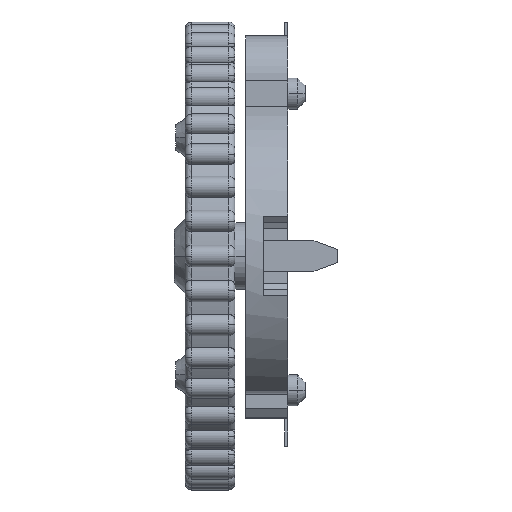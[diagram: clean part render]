
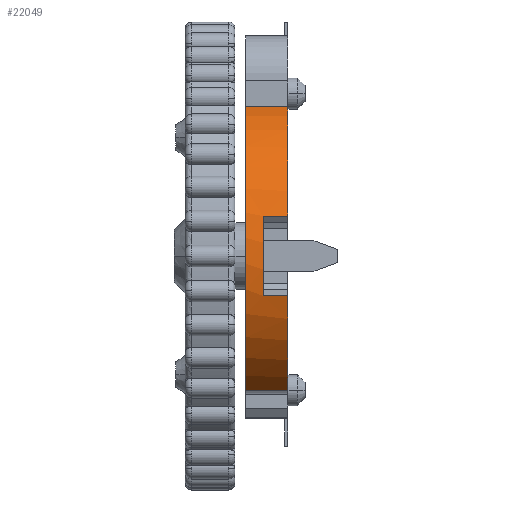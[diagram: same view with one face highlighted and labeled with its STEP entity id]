
A CAD part, left-side view. The second image highlights one B-rep face of the part: STEP entity #22049.
In plain terms, the highlighted cylindrical face has radius 5 mm (diameter 10 mm), a partial arc.
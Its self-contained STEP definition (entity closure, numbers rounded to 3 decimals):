
#945 = EDGE_CURVE ( 'NONE', #12085, #13977, #6046, .T. ) ;
#1737 = VERTEX_POINT ( 'NONE', #14069 ) ;
#1795 = CARTESIAN_POINT ( 'NONE',  ( -1.45, -0.25, 4.785 ) ) ;
#2025 = AXIS2_PLACEMENT_3D ( 'NONE', #12360, #18080, #14218 ) ;
#2260 = LINE ( 'NONE', #21299, #3451 ) ;
#2502 = ORIENTED_EDGE ( 'NONE', *, *, #15371, .T. ) ;
#2874 = ORIENTED_EDGE ( 'NONE', *, *, #24291, .T. ) ;
#3284 = CIRCLE ( 'NONE', #4654, 5. ) ;
#3451 = VECTOR ( 'NONE', #11905, 1000. ) ;
#3777 = VERTEX_POINT ( 'NONE', #16145 ) ;
#4039 = DIRECTION ( 'NONE',  ( 0., -1., 0. ) ) ;
#4063 = VERTEX_POINT ( 'NONE', #11291 ) ;
#4123 = CARTESIAN_POINT ( 'NONE',  ( -4.834, -0.8, -1.279 ) ) ;
#4434 = CARTESIAN_POINT ( 'NONE',  ( -4.834, -0.8, 1.279 ) ) ;
#4654 = AXIS2_PLACEMENT_3D ( 'NONE', #11400, #16652, #5492 ) ;
#4729 = LINE ( 'NONE', #9538, #24099 ) ;
#5106 = EDGE_CURVE ( 'NONE', #1737, #13977, #8834, .T. ) ;
#5492 = DIRECTION ( 'NONE',  ( 1., 0., 0. ) ) ;
#6046 = CIRCLE ( 'NONE', #2025, 5. ) ;
#6576 = ORIENTED_EDGE ( 'NONE', *, *, #5106, .T. ) ;
#7194 = DIRECTION ( 'NONE',  ( -1., 0., 0. ) ) ;
#7987 = CARTESIAN_POINT ( 'NONE',  ( 0., -1.6, 0. ) ) ;
#8001 = ORIENTED_EDGE ( 'NONE', *, *, #10741, .F. ) ;
#8301 = DIRECTION ( 'NONE',  ( 0., -1., 0. ) ) ;
#8388 = CIRCLE ( 'NONE', #10148, 5. ) ;
#8834 = LINE ( 'NONE', #4434, #18206 ) ;
#8859 = AXIS2_PLACEMENT_3D ( 'NONE', #7987, #17477, #15904 ) ;
#9024 = ORIENTED_EDGE ( 'NONE', *, *, #20192, .F. ) ;
#9504 = VERTEX_POINT ( 'NONE', #4123 ) ;
#9538 = CARTESIAN_POINT ( 'NONE',  ( -4.834, -0.8, -1.279 ) ) ;
#9907 = CARTESIAN_POINT ( 'NONE',  ( -2.511, -0.25, -4.323 ) ) ;
#10148 = AXIS2_PLACEMENT_3D ( 'NONE', #16863, #22098, #7194 ) ;
#10690 = EDGE_CURVE ( 'NONE', #1737, #9504, #3284, .T. ) ;
#10741 = EDGE_CURVE ( 'NONE', #9504, #4063, #4729, .T. ) ;
#10805 = ORIENTED_EDGE ( 'NONE', *, *, #10690, .F. ) ;
#10827 = CIRCLE ( 'NONE', #8859, 5. ) ;
#11291 = CARTESIAN_POINT ( 'NONE',  ( -4.834, -1.6, -1.279 ) ) ;
#11400 = CARTESIAN_POINT ( 'NONE',  ( 0., -0.8, 0. ) ) ;
#11428 = EDGE_LOOP ( 'NONE', ( #6576, #18075, #9024, #2874, #2502, #17612, #8001, #10805 ) ) ;
#11905 = DIRECTION ( 'NONE',  ( 0., -1., 0. ) ) ;
#12085 = VERTEX_POINT ( 'NONE', #14526 ) ;
#12331 = CYLINDRICAL_SURFACE ( 'NONE', #13052, 5. ) ;
#12360 = CARTESIAN_POINT ( 'NONE',  ( 0., -1.6, 0. ) ) ;
#12452 = LINE ( 'NONE', #15290, #16564 ) ;
#12602 = VERTEX_POINT ( 'NONE', #9907 ) ;
#13052 = AXIS2_PLACEMENT_3D ( 'NONE', #20579, #4039, #22552 ) ;
#13279 = VERTEX_POINT ( 'NONE', #1795 ) ;
#13977 = VERTEX_POINT ( 'NONE', #14615 ) ;
#14069 = CARTESIAN_POINT ( 'NONE',  ( -4.834, -0.8, 1.279 ) ) ;
#14218 = DIRECTION ( 'NONE',  ( -1., 0., 0. ) ) ;
#14526 = CARTESIAN_POINT ( 'NONE',  ( -1.45, -1.6, 4.785 ) ) ;
#14615 = CARTESIAN_POINT ( 'NONE',  ( -4.834, -1.6, 1.279 ) ) ;
#14780 = FACE_OUTER_BOUND ( 'NONE', #11428, .T. ) ;
#15290 = CARTESIAN_POINT ( 'NONE',  ( -1.45, -0.25, 4.785 ) ) ;
#15371 = EDGE_CURVE ( 'NONE', #12602, #3777, #2260, .T. ) ;
#15904 = DIRECTION ( 'NONE',  ( -1., 0., 0. ) ) ;
#16145 = CARTESIAN_POINT ( 'NONE',  ( -2.511, -1.6, -4.323 ) ) ;
#16564 = VECTOR ( 'NONE', #22924, 1000. ) ;
#16652 = DIRECTION ( 'NONE',  ( 0., -1., 0. ) ) ;
#16863 = CARTESIAN_POINT ( 'NONE',  ( 0., -0.25, 0. ) ) ;
#17477 = DIRECTION ( 'NONE',  ( 0., -1., 0. ) ) ;
#17612 = ORIENTED_EDGE ( 'NONE', *, *, #22234, .F. ) ;
#18075 = ORIENTED_EDGE ( 'NONE', *, *, #945, .F. ) ;
#18080 = DIRECTION ( 'NONE',  ( 0., -1., 0. ) ) ;
#18206 = VECTOR ( 'NONE', #8301, 1000. ) ;
#18599 = DIRECTION ( 'NONE',  ( 0., -1., 0. ) ) ;
#20192 = EDGE_CURVE ( 'NONE', #13279, #12085, #12452, .T. ) ;
#20579 = CARTESIAN_POINT ( 'NONE',  ( 0., -0.25, 0. ) ) ;
#21299 = CARTESIAN_POINT ( 'NONE',  ( -2.511, -0.25, -4.323 ) ) ;
#22049 = ADVANCED_FACE ( 'NONE', ( #14780 ), #12331, .T. ) ;
#22098 = DIRECTION ( 'NONE',  ( 0., -1., 0. ) ) ;
#22234 = EDGE_CURVE ( 'NONE', #4063, #3777, #10827, .T. ) ;
#22552 = DIRECTION ( 'NONE',  ( 1., 0., 0. ) ) ;
#22924 = DIRECTION ( 'NONE',  ( 0., -1., 0. ) ) ;
#24099 = VECTOR ( 'NONE', #18599, 1000. ) ;
#24291 = EDGE_CURVE ( 'NONE', #13279, #12602, #8388, .T. ) ;
